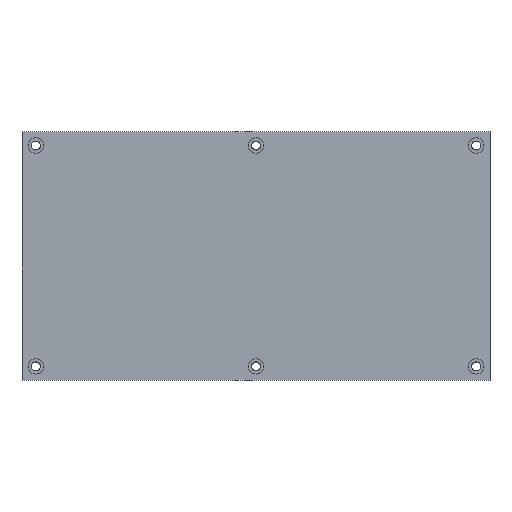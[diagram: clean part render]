
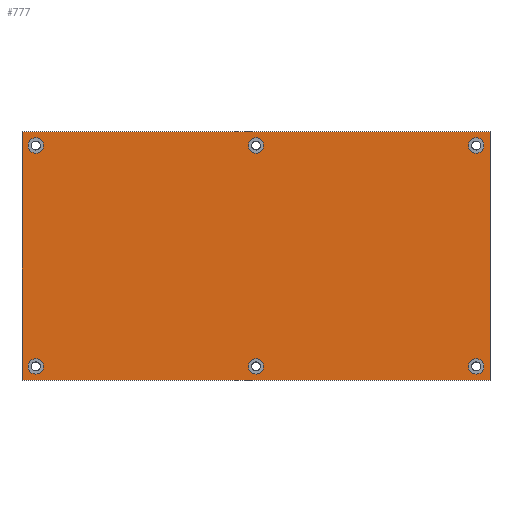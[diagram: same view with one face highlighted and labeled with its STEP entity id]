
A CAD part, top view. The second image highlights one B-rep face of the part: STEP entity #777.
In plain terms, the highlighted planar face has unit normal (0, 0, 1).
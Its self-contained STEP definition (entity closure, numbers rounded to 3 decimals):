
#12 = DIRECTION ( 'NONE',  ( 1., 0., 0. ) ) ;
#22 = ORIENTED_EDGE ( 'NONE', *, *, #207, .F. ) ;
#28 = VECTOR ( 'NONE', #711, 1000. ) ;
#41 = VERTEX_POINT ( 'NONE', #644 ) ;
#49 = AXIS2_PLACEMENT_3D ( 'NONE', #876, #511, #868 ) ;
#50 = CARTESIAN_POINT ( 'NONE',  ( 167.279, 85., 10. ) ) ;
#58 = FACE_OUTER_BOUND ( 'NONE', #661, .T. ) ;
#61 = VERTEX_POINT ( 'NONE', #477 ) ;
#62 = CARTESIAN_POINT ( 'NONE',  ( 2.221, 85., 10. ) ) ;
#65 = AXIS2_PLACEMENT_3D ( 'NONE', #1116, #256, #793 ) ;
#72 = CARTESIAN_POINT ( 'NONE',  ( 164.5, 85., 10. ) ) ;
#83 = VECTOR ( 'NONE', #217, 1000. ) ;
#95 = EDGE_LOOP ( 'NONE', ( #301, #22 ) ) ;
#97 = CARTESIAN_POINT ( 'NONE',  ( 164.5, 5., 10. ) ) ;
#101 = CARTESIAN_POINT ( 'NONE',  ( 164.5, 85., 10. ) ) ;
#117 = EDGE_LOOP ( 'NONE', ( #962, #961 ) ) ;
#122 = CARTESIAN_POINT ( 'NONE',  ( 0., 90., 10. ) ) ;
#132 = DIRECTION ( 'NONE',  ( 0., 0., 1. ) ) ;
#143 = FACE_BOUND ( 'NONE', #773, .T. ) ;
#153 = DIRECTION ( 'NONE',  ( 0., -1., 0. ) ) ;
#157 = VERTEX_POINT ( 'NONE', #768 ) ;
#158 = VECTOR ( 'NONE', #342, 1000. ) ;
#159 = AXIS2_PLACEMENT_3D ( 'NONE', #855, #1007, #770 ) ;
#162 = CARTESIAN_POINT ( 'NONE',  ( 81.971, 85., 10. ) ) ;
#182 = VERTEX_POINT ( 'NONE', #864 ) ;
#188 = ORIENTED_EDGE ( 'NONE', *, *, #878, .F. ) ;
#194 = EDGE_CURVE ( 'NONE', #982, #267, #890, .T. ) ;
#198 = ORIENTED_EDGE ( 'NONE', *, *, #1059, .T. ) ;
#199 = EDGE_CURVE ( 'NONE', #61, #390, #430, .T. ) ;
#207 = EDGE_CURVE ( 'NONE', #41, #444, #214, .T. ) ;
#211 = EDGE_LOOP ( 'NONE', ( #706, #377 ) ) ;
#214 = CIRCLE ( 'NONE', #234, 2.779 ) ;
#217 = DIRECTION ( 'NONE',  ( -1., 0., 0. ) ) ;
#228 = FACE_BOUND ( 'NONE', #95, .T. ) ;
#234 = AXIS2_PLACEMENT_3D ( 'NONE', #859, #513, #1022 ) ;
#236 = EDGE_CURVE ( 'NONE', #634, #908, #823, .T. ) ;
#247 = FACE_BOUND ( 'NONE', #365, .T. ) ;
#249 = EDGE_CURVE ( 'NONE', #267, #982, #468, .T. ) ;
#256 = DIRECTION ( 'NONE',  ( 0., 0., 1. ) ) ;
#265 = AXIS2_PLACEMENT_3D ( 'NONE', #72, #784, #983 ) ;
#267 = VERTEX_POINT ( 'NONE', #62 ) ;
#268 = ORIENTED_EDGE ( 'NONE', *, *, #194, .F. ) ;
#272 = CARTESIAN_POINT ( 'NONE',  ( 169.5, 0., 10. ) ) ;
#276 = VERTEX_POINT ( 'NONE', #443 ) ;
#278 = DIRECTION ( 'NONE',  ( 0., 0., 1. ) ) ;
#281 = EDGE_CURVE ( 'NONE', #815, #804, #1082, .T. ) ;
#285 = ORIENTED_EDGE ( 'NONE', *, *, #249, .F. ) ;
#287 = CARTESIAN_POINT ( 'NONE',  ( 84.75, 5., 10. ) ) ;
#291 = CARTESIAN_POINT ( 'NONE',  ( 2.221, 5., 10. ) ) ;
#293 = LINE ( 'NONE', #272, #28 ) ;
#301 = ORIENTED_EDGE ( 'NONE', *, *, #405, .F. ) ;
#303 = CARTESIAN_POINT ( 'NONE',  ( 0., 90., 10. ) ) ;
#339 = DIRECTION ( 'NONE',  ( 1., 0., 0. ) ) ;
#342 = DIRECTION ( 'NONE',  ( 1., 0., 0. ) ) ;
#347 = VECTOR ( 'NONE', #153, 1000. ) ;
#358 = EDGE_CURVE ( 'NONE', #390, #182, #293, .T. ) ;
#365 = EDGE_LOOP ( 'NONE', ( #946, #1046 ) ) ;
#376 = DIRECTION ( 'NONE',  ( 1., 0., 0. ) ) ;
#377 = ORIENTED_EDGE ( 'NONE', *, *, #797, .F. ) ;
#390 = VERTEX_POINT ( 'NONE', #894 ) ;
#401 = AXIS2_PLACEMENT_3D ( 'NONE', #1027, #690, #419 ) ;
#404 = EDGE_CURVE ( 'NONE', #458, #157, #803, .T. ) ;
#405 = EDGE_CURVE ( 'NONE', #444, #41, #650, .T. ) ;
#409 = ORIENTED_EDGE ( 'NONE', *, *, #703, .T. ) ;
#411 = LINE ( 'NONE', #303, #83 ) ;
#419 = DIRECTION ( 'NONE',  ( 1., 0., 0. ) ) ;
#430 = LINE ( 'NONE', #497, #158 ) ;
#440 = CARTESIAN_POINT ( 'NONE',  ( 87.529, 85., 10. ) ) ;
#443 = CARTESIAN_POINT ( 'NONE',  ( 7.779, 5., 10. ) ) ;
#444 = VERTEX_POINT ( 'NONE', #643 ) ;
#450 = CIRCLE ( 'NONE', #265, 2.779 ) ;
#458 = VERTEX_POINT ( 'NONE', #665 ) ;
#468 = CIRCLE ( 'NONE', #65, 2.779 ) ;
#475 = EDGE_CURVE ( 'NONE', #896, #276, #764, .T. ) ;
#477 = CARTESIAN_POINT ( 'NONE',  ( 0., 0., 10. ) ) ;
#484 = FACE_BOUND ( 'NONE', #783, .T. ) ;
#490 = FACE_BOUND ( 'NONE', #211, .T. ) ;
#497 = CARTESIAN_POINT ( 'NONE',  ( 0., 0., 10. ) ) ;
#505 = DIRECTION ( 'NONE',  ( 0., 0., 1. ) ) ;
#511 = DIRECTION ( 'NONE',  ( 0., 0., 1. ) ) ;
#513 = DIRECTION ( 'NONE',  ( 0., 0., 1. ) ) ;
#526 = DIRECTION ( 'NONE',  ( 0., 0., 1. ) ) ;
#564 = DIRECTION ( 'NONE',  ( 1., 0., 0. ) ) ;
#569 = CARTESIAN_POINT ( 'NONE',  ( 84.75, 5., 10. ) ) ;
#594 = CIRCLE ( 'NONE', #826, 2.779 ) ;
#605 = CARTESIAN_POINT ( 'NONE',  ( 5., 5., 10. ) ) ;
#620 = DIRECTION ( 'NONE',  ( 0., 0., 1. ) ) ;
#634 = VERTEX_POINT ( 'NONE', #162 ) ;
#643 = CARTESIAN_POINT ( 'NONE',  ( 167.279, 5., 10. ) ) ;
#644 = CARTESIAN_POINT ( 'NONE',  ( 161.721, 5., 10. ) ) ;
#650 = CIRCLE ( 'NONE', #974, 2.779 ) ;
#661 = EDGE_LOOP ( 'NONE', ( #409, #702, #1068, #198 ) ) ;
#663 = EDGE_CURVE ( 'NONE', #908, #634, #709, .T. ) ;
#664 = PLANE ( 'NONE',  #159 ) ;
#665 = CARTESIAN_POINT ( 'NONE',  ( 87.529, 5., 10. ) ) ;
#671 = AXIS2_PLACEMENT_3D ( 'NONE', #287, #526, #376 ) ;
#690 = DIRECTION ( 'NONE',  ( 0., 0., 1. ) ) ;
#702 = ORIENTED_EDGE ( 'NONE', *, *, #199, .T. ) ;
#703 = EDGE_CURVE ( 'NONE', #1076, #61, #763, .T. ) ;
#706 = ORIENTED_EDGE ( 'NONE', *, *, #404, .F. ) ;
#709 = CIRCLE ( 'NONE', #49, 2.779 ) ;
#711 = DIRECTION ( 'NONE',  ( 0., 1., 0. ) ) ;
#734 = DIRECTION ( 'NONE',  ( 1., 0., 0. ) ) ;
#763 = LINE ( 'NONE', #934, #347 ) ;
#764 = CIRCLE ( 'NONE', #1045, 2.779 ) ;
#768 = CARTESIAN_POINT ( 'NONE',  ( 81.971, 5., 10. ) ) ;
#770 = DIRECTION ( 'NONE',  ( -1., 0., 0. ) ) ;
#773 = EDGE_LOOP ( 'NONE', ( #821, #188 ) ) ;
#777 = ADVANCED_FACE ( 'NONE', ( #484, #143, #228, #247, #490, #850, #58 ), #664, .F. ) ;
#783 = EDGE_LOOP ( 'NONE', ( #268, #285 ) ) ;
#784 = DIRECTION ( 'NONE',  ( 0., 0., 1. ) ) ;
#793 = DIRECTION ( 'NONE',  ( 1., 0., 0. ) ) ;
#797 = EDGE_CURVE ( 'NONE', #157, #458, #594, .T. ) ;
#803 = CIRCLE ( 'NONE', #671, 2.779 ) ;
#804 = VERTEX_POINT ( 'NONE', #1109 ) ;
#815 = VERTEX_POINT ( 'NONE', #50 ) ;
#819 = CIRCLE ( 'NONE', #1098, 2.779 ) ;
#821 = ORIENTED_EDGE ( 'NONE', *, *, #281, .F. ) ;
#823 = CIRCLE ( 'NONE', #909, 2.779 ) ;
#826 = AXIS2_PLACEMENT_3D ( 'NONE', #569, #505, #564 ) ;
#850 = FACE_BOUND ( 'NONE', #117, .T. ) ;
#855 = CARTESIAN_POINT ( 'NONE',  ( 0., 0., 10. ) ) ;
#859 = CARTESIAN_POINT ( 'NONE',  ( 164.5, 5., 10. ) ) ;
#864 = CARTESIAN_POINT ( 'NONE',  ( 169.5, 90., 10. ) ) ;
#868 = DIRECTION ( 'NONE',  ( 1., 0., 0. ) ) ;
#870 = EDGE_CURVE ( 'NONE', #276, #896, #819, .T. ) ;
#876 = CARTESIAN_POINT ( 'NONE',  ( 84.75, 85., 10. ) ) ;
#878 = EDGE_CURVE ( 'NONE', #804, #815, #450, .T. ) ;
#890 = CIRCLE ( 'NONE', #401, 2.779 ) ;
#894 = CARTESIAN_POINT ( 'NONE',  ( 169.5, 0., 10. ) ) ;
#896 = VERTEX_POINT ( 'NONE', #291 ) ;
#899 = DIRECTION ( 'NONE',  ( 0., 0., 1. ) ) ;
#908 = VERTEX_POINT ( 'NONE', #440 ) ;
#909 = AXIS2_PLACEMENT_3D ( 'NONE', #1034, #1111, #1105 ) ;
#915 = CARTESIAN_POINT ( 'NONE',  ( 5., 5., 10. ) ) ;
#924 = AXIS2_PLACEMENT_3D ( 'NONE', #101, #620, #1053 ) ;
#934 = CARTESIAN_POINT ( 'NONE',  ( 0., 0., 10. ) ) ;
#946 = ORIENTED_EDGE ( 'NONE', *, *, #870, .F. ) ;
#961 = ORIENTED_EDGE ( 'NONE', *, *, #236, .F. ) ;
#962 = ORIENTED_EDGE ( 'NONE', *, *, #663, .F. ) ;
#974 = AXIS2_PLACEMENT_3D ( 'NONE', #97, #899, #12 ) ;
#982 = VERTEX_POINT ( 'NONE', #1090 ) ;
#983 = DIRECTION ( 'NONE',  ( 1., 0., 0. ) ) ;
#1007 = DIRECTION ( 'NONE',  ( 0., 0., -1. ) ) ;
#1022 = DIRECTION ( 'NONE',  ( 1., 0., 0. ) ) ;
#1027 = CARTESIAN_POINT ( 'NONE',  ( 5., 85., 10. ) ) ;
#1034 = CARTESIAN_POINT ( 'NONE',  ( 84.75, 85., 10. ) ) ;
#1045 = AXIS2_PLACEMENT_3D ( 'NONE', #915, #132, #734 ) ;
#1046 = ORIENTED_EDGE ( 'NONE', *, *, #475, .F. ) ;
#1053 = DIRECTION ( 'NONE',  ( 1., 0., 0. ) ) ;
#1059 = EDGE_CURVE ( 'NONE', #182, #1076, #411, .T. ) ;
#1068 = ORIENTED_EDGE ( 'NONE', *, *, #358, .T. ) ;
#1076 = VERTEX_POINT ( 'NONE', #122 ) ;
#1082 = CIRCLE ( 'NONE', #924, 2.779 ) ;
#1090 = CARTESIAN_POINT ( 'NONE',  ( 7.779, 85., 10. ) ) ;
#1098 = AXIS2_PLACEMENT_3D ( 'NONE', #605, #278, #339 ) ;
#1105 = DIRECTION ( 'NONE',  ( 1., 0., 0. ) ) ;
#1109 = CARTESIAN_POINT ( 'NONE',  ( 161.721, 85., 10. ) ) ;
#1111 = DIRECTION ( 'NONE',  ( 0., 0., 1. ) ) ;
#1116 = CARTESIAN_POINT ( 'NONE',  ( 5., 85., 10. ) ) ;
